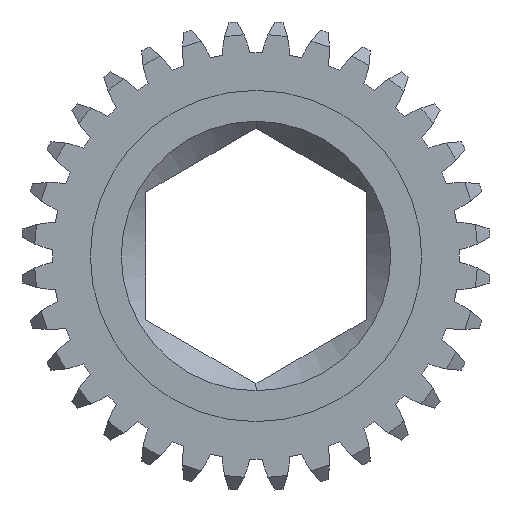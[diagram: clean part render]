
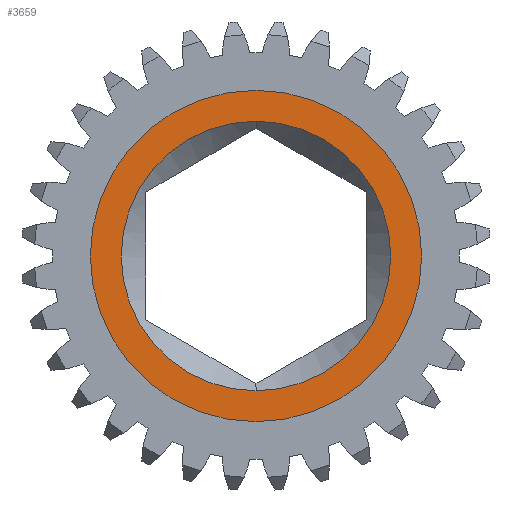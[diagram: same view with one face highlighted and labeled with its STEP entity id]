
A CAD part, left-side view. The second image highlights one B-rep face of the part: STEP entity #3659.
In plain terms, the highlighted planar face has unit normal (-1, 0, 0).
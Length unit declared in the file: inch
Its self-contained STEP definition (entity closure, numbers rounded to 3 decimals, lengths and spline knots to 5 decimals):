
#526 = VERTEX_POINT ( 'NONE', #6877 ) ;
#702 = AXIS2_PLACEMENT_3D ( 'NONE', #4630, #5775, #3520 ) ;
#1075 = PLANE ( 'NONE',  #7423 ) ;
#1122 = DIRECTION ( 'NONE',  ( 1., 0., 0. ) ) ;
#1316 = CIRCLE ( 'NONE', #702, 0.375 ) ;
#1434 = EDGE_LOOP ( 'NONE', ( #5150, #3728 ) ) ;
#1641 = CARTESIAN_POINT ( 'NONE',  ( -0.0625, 0., 0. ) ) ;
#2216 = FACE_OUTER_BOUND ( 'NONE', #5058, .T. ) ;
#2454 = EDGE_CURVE ( 'NONE', #7531, #526, #7414, .T. ) ;
#2648 = AXIS2_PLACEMENT_3D ( 'NONE', #4526, #6862, #6330 ) ;
#3320 = FACE_BOUND ( 'NONE', #1434, .T. ) ;
#3329 = DIRECTION ( 'NONE',  ( 0., 0., -1. ) ) ;
#3356 = EDGE_CURVE ( 'NONE', #526, #7531, #5475, .T. ) ;
#3362 = VERTEX_POINT ( 'NONE', #7088 ) ;
#3520 = DIRECTION ( 'NONE',  ( 0., 0., -1. ) ) ;
#3558 = DIRECTION ( 'NONE',  ( 1., 0., 0. ) ) ;
#3659 = ADVANCED_FACE ( 'NONE', ( #3320, #2216 ), #1075, .F. ) ;
#3728 = ORIENTED_EDGE ( 'NONE', *, *, #3356, .T. ) ;
#3798 = EDGE_CURVE ( 'NONE', #3362, #6368, #1316, .T. ) ;
#4138 = DIRECTION ( 'NONE',  ( 0., 0., -1. ) ) ;
#4526 = CARTESIAN_POINT ( 'NONE',  ( -0.0625, 0., 0. ) ) ;
#4588 = AXIS2_PLACEMENT_3D ( 'NONE', #7113, #3558, #4138 ) ;
#4630 = CARTESIAN_POINT ( 'NONE',  ( -0.0625, 0., 0. ) ) ;
#5058 = EDGE_LOOP ( 'NONE', ( #7008, #6375 ) ) ;
#5105 = EDGE_CURVE ( 'NONE', #6368, #3362, #7036, .T. ) ;
#5150 = ORIENTED_EDGE ( 'NONE', *, *, #2454, .T. ) ;
#5475 = CIRCLE ( 'NONE', #5586, 0.305 ) ;
#5586 = AXIS2_PLACEMENT_3D ( 'NONE', #6941, #1122, #3329 ) ;
#5656 = DIRECTION ( 'NONE',  ( 1., 0., 0. ) ) ;
#5775 = DIRECTION ( 'NONE',  ( 1., 0., 0. ) ) ;
#6159 = DIRECTION ( 'NONE',  ( 0., 0., -1. ) ) ;
#6330 = DIRECTION ( 'NONE',  ( 0., 0., -1. ) ) ;
#6368 = VERTEX_POINT ( 'NONE', #6402 ) ;
#6374 = CARTESIAN_POINT ( 'NONE',  ( -0.0625, 0., -0.305 ) ) ;
#6375 = ORIENTED_EDGE ( 'NONE', *, *, #3798, .F. ) ;
#6402 = CARTESIAN_POINT ( 'NONE',  ( -0.0625, 0., -0.375 ) ) ;
#6862 = DIRECTION ( 'NONE',  ( 1., 0., 0. ) ) ;
#6877 = CARTESIAN_POINT ( 'NONE',  ( -0.0625, 0., 0.305 ) ) ;
#6941 = CARTESIAN_POINT ( 'NONE',  ( -0.0625, 0., 0. ) ) ;
#7008 = ORIENTED_EDGE ( 'NONE', *, *, #5105, .F. ) ;
#7036 = CIRCLE ( 'NONE', #4588, 0.375 ) ;
#7088 = CARTESIAN_POINT ( 'NONE',  ( -0.0625, 0., 0.375 ) ) ;
#7113 = CARTESIAN_POINT ( 'NONE',  ( -0.0625, 0., 0. ) ) ;
#7414 = CIRCLE ( 'NONE', #2648, 0.305 ) ;
#7423 = AXIS2_PLACEMENT_3D ( 'NONE', #1641, #5656, #6159 ) ;
#7531 = VERTEX_POINT ( 'NONE', #6374 ) ;
